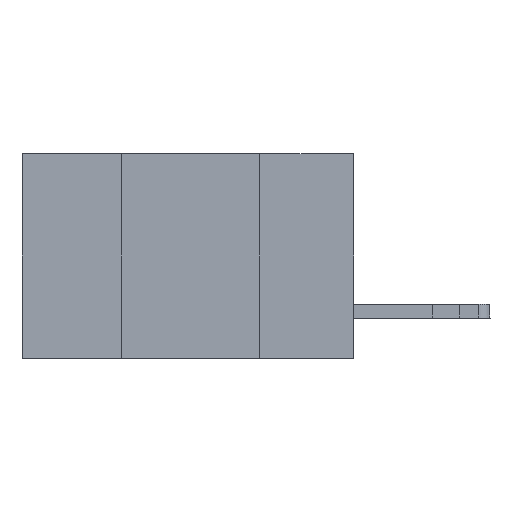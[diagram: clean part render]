
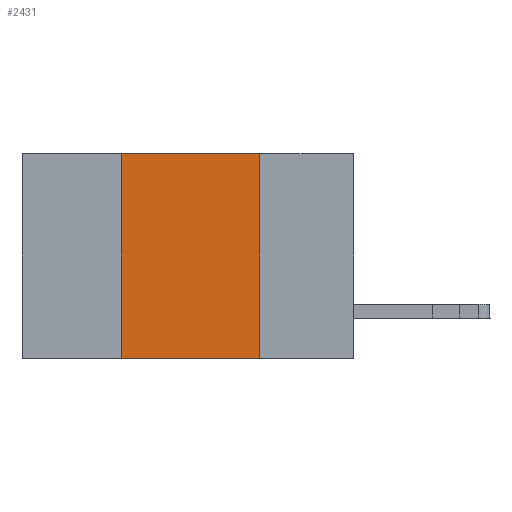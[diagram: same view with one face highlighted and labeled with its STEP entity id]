
A CAD part, left-side view. The second image highlights one B-rep face of the part: STEP entity #2431.
In plain terms, the highlighted planar face has unit normal (-1, 0, 0).
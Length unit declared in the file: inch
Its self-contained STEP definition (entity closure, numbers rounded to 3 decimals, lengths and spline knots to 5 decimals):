
#1941 = EDGE_CURVE ( 'NONE', #9876, #18987, #20148, .T. ) ;
#2290 = CARTESIAN_POINT ( 'NONE',  ( 0., 0.17, 0. ) ) ;
#2431 = ADVANCED_FACE ( 'NONE', ( #8751 ), #19356, .F. ) ;
#4179 = LINE ( 'NONE', #12926, #11629 ) ;
#4491 = CARTESIAN_POINT ( 'NONE',  ( 0., 0.42, 0. ) ) ;
#5251 = ORIENTED_EDGE ( 'NONE', *, *, #11940, .T. ) ;
#6893 = VECTOR ( 'NONE', #18805, 39.37008 ) ;
#7899 = AXIS2_PLACEMENT_3D ( 'NONE', #18874, #18762, #18630 ) ;
#8439 = VERTEX_POINT ( 'NONE', #9010 ) ;
#8729 = VERTEX_POINT ( 'NONE', #13010 ) ;
#8751 = FACE_OUTER_BOUND ( 'NONE', #8789, .T. ) ;
#8789 = EDGE_LOOP ( 'NONE', ( #16741, #20834, #18545, #5251 ) ) ;
#9010 = CARTESIAN_POINT ( 'NONE',  ( 0., 0.17, 0. ) ) ;
#9593 = DIRECTION ( 'NONE',  ( 0., -1., 0. ) ) ;
#9876 = VERTEX_POINT ( 'NONE', #20892 ) ;
#10600 = LINE ( 'NONE', #2290, #18823 ) ;
#10822 = DIRECTION ( 'NONE',  ( 0., 0., -1. ) ) ;
#11546 = VECTOR ( 'NONE', #19039, 39.37008 ) ;
#11629 = VECTOR ( 'NONE', #9593, 39.37008 ) ;
#11940 = EDGE_CURVE ( 'NONE', #9876, #8729, #4179, .T. ) ;
#12926 = CARTESIAN_POINT ( 'NONE',  ( 0., 0.6, -0.37 ) ) ;
#13010 = CARTESIAN_POINT ( 'NONE',  ( 0., 0.17, -0.37 ) ) ;
#14847 = EDGE_CURVE ( 'NONE', #8439, #8729, #10600, .T. ) ;
#16741 = ORIENTED_EDGE ( 'NONE', *, *, #14847, .F. ) ;
#16942 = EDGE_CURVE ( 'NONE', #18987, #8439, #20271, .T. ) ;
#17391 = CARTESIAN_POINT ( 'NONE',  ( 0., 0.6, 0. ) ) ;
#18545 = ORIENTED_EDGE ( 'NONE', *, *, #1941, .F. ) ;
#18630 = DIRECTION ( 'NONE',  ( 0., 0., -1. ) ) ;
#18762 = DIRECTION ( 'NONE',  ( 1., 0., 0. ) ) ;
#18805 = DIRECTION ( 'NONE',  ( 0., 0., 1. ) ) ;
#18823 = VECTOR ( 'NONE', #10822, 39.37008 ) ;
#18874 = CARTESIAN_POINT ( 'NONE',  ( 0., 0.6, 0. ) ) ;
#18987 = VERTEX_POINT ( 'NONE', #4491 ) ;
#19039 = DIRECTION ( 'NONE',  ( 0., -1., 0. ) ) ;
#19091 = CARTESIAN_POINT ( 'NONE',  ( 0., 0.42, 0. ) ) ;
#19356 = PLANE ( 'NONE',  #7899 ) ;
#20148 = LINE ( 'NONE', #19091, #6893 ) ;
#20271 = LINE ( 'NONE', #17391, #11546 ) ;
#20834 = ORIENTED_EDGE ( 'NONE', *, *, #16942, .F. ) ;
#20892 = CARTESIAN_POINT ( 'NONE',  ( 0., 0.42, -0.37 ) ) ;
